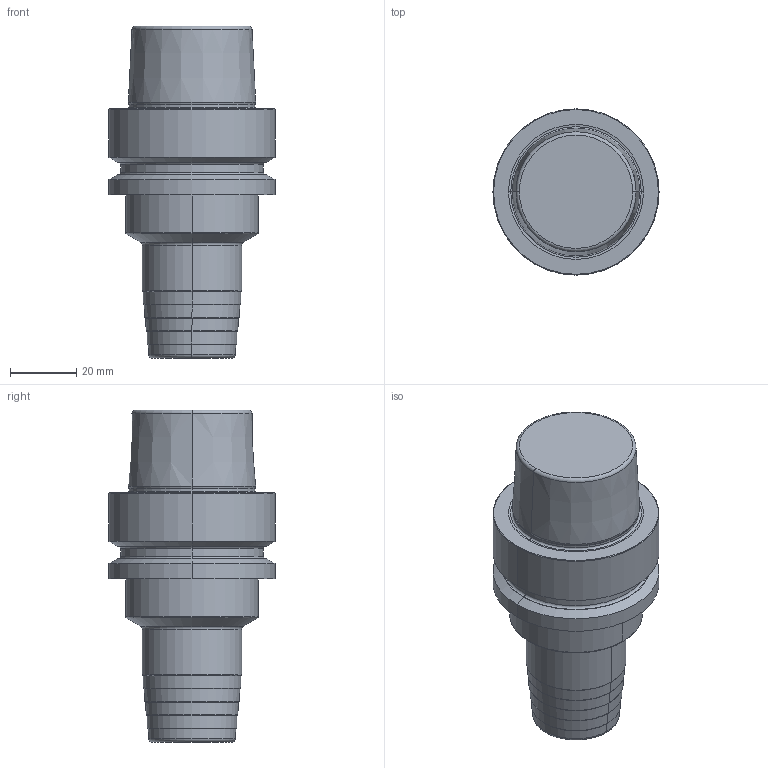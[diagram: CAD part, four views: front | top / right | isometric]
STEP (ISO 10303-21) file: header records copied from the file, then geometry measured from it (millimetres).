
FILE_DESCRIPTION((''),'2;1');
FILE_NAME('30526647','2018-05-07T',('bahnemannr'),(''),'PRO/ENGINEER BY PARAMETRIC TECHNOLOGY CORPORATION, 2011220','PRO/ENGINEER BY PARAMETRIC TECHNOLOGY CORPORATION, 2011220','');
FILE_SCHEMA(('AUTOMOTIVE_DESIGN_CC2 { 1 2 10303 214 -1 1 5 2 }'));
Length unit declared in the file: millimetre
Products named in the file (1): 30526647
Bounding box: 50 x 50 x 99.9 mm (x, y, z)
Volume: 112066.1 mm3; surface area: 17019.3 mm2
Topology: 1 solids, 1 shells, 78 faces, 160 edges, 100 vertices
Faces by surface type: torus 28, cone 24, cylinder 14, plane 12
Entity records: 2610 total; most frequent: DIRECTION 438, CARTESIAN_POINT 329, ORIENTED_EDGE 308, AXIS2_PLACEMENT_3D 197, PRESENTATION_STYLE_ASSIGNMENT 164, STYLED_ITEM 164, CURVE_STYLE 163, EDGE_CURVE 154
